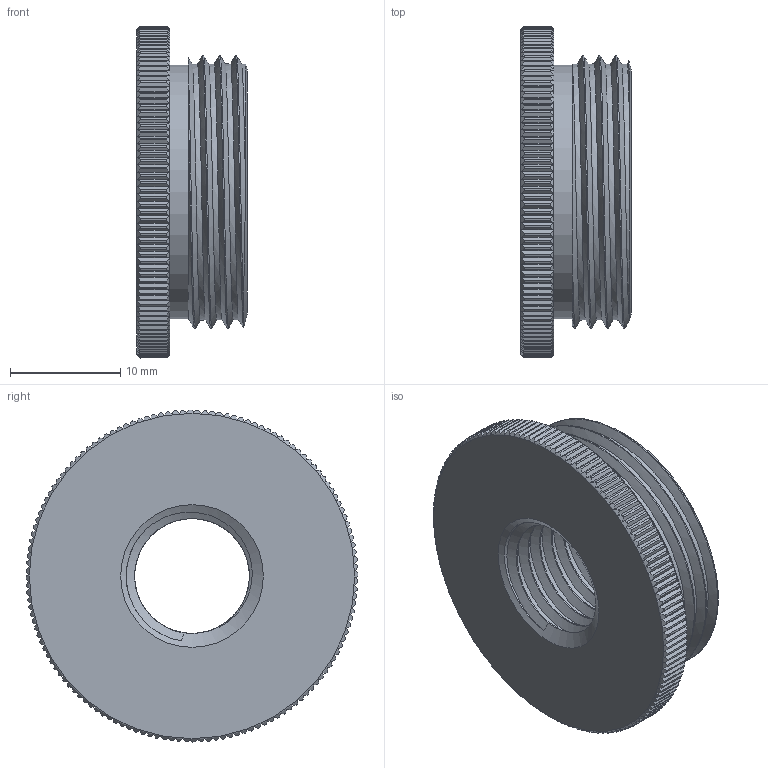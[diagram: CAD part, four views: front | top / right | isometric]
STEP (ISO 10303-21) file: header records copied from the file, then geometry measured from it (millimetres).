
FILE_DESCRIPTION(/* description */ ('Reduzierung gerändelt M 25/ M 16'),/* implementation_level */ '2;1');
FILE_NAME(/* name */ '62082516-RST.stp',/* time_stamp */ '2020-06-22T14:21:10+02:00',/* author */ ('sl'),/* organization */ (''),/* preprocessor_version */ 'ST-DEVELOPER v16.5',/* originating_system */ 'Autodesk Inventor 2017',/* authorisation */ '');
FILE_SCHEMA (('AUTOMOTIVE_DESIGN { 1 0 10303 214 3 1 1 }'));
Length unit declared in the file: millimetre
Products named in the file (1): 62082516
Bounding box: 10 x 30.15 x 30.15 mm (x, y, z)
Volume: 4144 mm3; surface area: 2850.3 mm2
Topology: 1 solids, 1 shells, 438 faces, 1302 edges, 868 vertices
Faces by surface type: plane 284, cylinder 145, cone 5, bspline 4
Full cylindrical faces by diameter (mm): 23.06 x1
Entity records: 17042 total; most frequent: CARTESIAN_POINT 4493, DIRECTION 3004, ORIENTED_EDGE 2582, AXIS2_PLACEMENT_3D 1292, EDGE_CURVE 1291, VERTEX_POINT 863, CIRCLE 857, EDGE_LOOP 448
